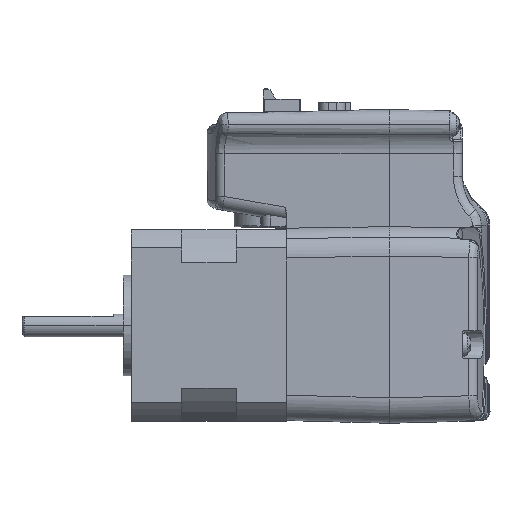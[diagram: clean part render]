
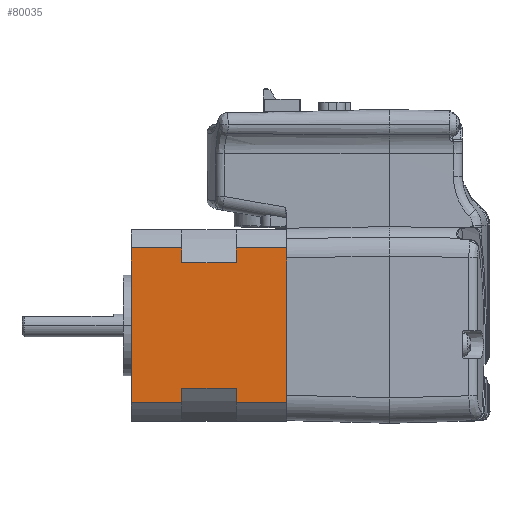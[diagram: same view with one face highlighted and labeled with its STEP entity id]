
A CAD part, top view. The second image highlights one B-rep face of the part: STEP entity #80035.
In plain terms, the highlighted face is planar.
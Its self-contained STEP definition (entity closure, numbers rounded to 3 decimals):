
#1267 = EDGE_CURVE ( 'NONE', #36875, #56619, #89037, .T. ) ;
#2600 = DIRECTION ( 'NONE',  ( 0., 0., -1. ) ) ;
#4493 = CARTESIAN_POINT ( 'NONE',  ( 42., 7.234, 11. ) ) ;
#5111 = DIRECTION ( 'NONE',  ( 0., 0., 1. ) ) ;
#6438 = EDGE_CURVE ( 'NONE', #92011, #88854, #81470, .T. ) ;
#7259 = VERTEX_POINT ( 'NONE', #80701 ) ;
#7796 = ORIENTED_EDGE ( 'NONE', *, *, #52339, .F. ) ;
#11008 = VECTOR ( 'NONE', #103612, 1000. ) ;
#11261 = ORIENTED_EDGE ( 'NONE', *, *, #83036, .F. ) ;
#11839 = VECTOR ( 'NONE', #2600, 1000. ) ;
#12402 = CARTESIAN_POINT ( 'NONE',  ( 42., 37.971, 34. ) ) ;
#12989 = EDGE_CURVE ( 'NONE', #31906, #102800, #69084, .T. ) ;
#13435 = VECTOR ( 'NONE', #51435, 1000. ) ;
#13635 = PLANE ( 'NONE',  #100469 ) ;
#15581 = CARTESIAN_POINT ( 'NONE',  ( 42., 4.029, 23. ) ) ;
#16469 = ORIENTED_EDGE ( 'NONE', *, *, #1267, .T. ) ;
#17762 = EDGE_CURVE ( 'NONE', #7259, #102247, #57325, .T. ) ;
#21373 = CARTESIAN_POINT ( 'NONE',  ( 42., 7.234, 11. ) ) ;
#24566 = LINE ( 'NONE', #59747, #45215 ) ;
#24589 = VECTOR ( 'NONE', #100775, 1000. ) ;
#25789 = ORIENTED_EDGE ( 'NONE', *, *, #98707, .T. ) ;
#27191 = CARTESIAN_POINT ( 'NONE',  ( 42., 4.029, 23. ) ) ;
#31906 = VERTEX_POINT ( 'NONE', #52063 ) ;
#33029 = CARTESIAN_POINT ( 'NONE',  ( 42., 7.234, 23. ) ) ;
#33619 = ORIENTED_EDGE ( 'NONE', *, *, #80741, .F. ) ;
#33965 = VECTOR ( 'NONE', #103117, 1000. ) ;
#35796 = LINE ( 'NONE', #69206, #77265 ) ;
#36875 = VERTEX_POINT ( 'NONE', #15581 ) ;
#41049 = CARTESIAN_POINT ( 'NONE',  ( 42., 4.029, 34. ) ) ;
#41054 = VERTEX_POINT ( 'NONE', #112419 ) ;
#43538 = ORIENTED_EDGE ( 'NONE', *, *, #17762, .F. ) ;
#45215 = VECTOR ( 'NONE', #77217, 1000. ) ;
#45513 = VECTOR ( 'NONE', #79400, 1000. ) ;
#45690 = EDGE_CURVE ( 'NONE', #58882, #94892, #85677, .T. ) ;
#47076 = FACE_OUTER_BOUND ( 'NONE', #55241, .T. ) ;
#49145 = CARTESIAN_POINT ( 'NONE',  ( 42., 37.971, 34. ) ) ;
#50261 = LINE ( 'NONE', #49145, #58571 ) ;
#51435 = DIRECTION ( 'NONE',  ( 0., 0., -1. ) ) ;
#51663 = DIRECTION ( 'NONE',  ( 0., 1., 0. ) ) ;
#52063 = CARTESIAN_POINT ( 'NONE',  ( 42., 34.766, 23. ) ) ;
#52339 = EDGE_CURVE ( 'NONE', #102800, #41054, #24566, .T. ) ;
#53543 = LINE ( 'NONE', #12402, #24589 ) ;
#53785 = VECTOR ( 'NONE', #51663, 1000. ) ;
#54747 = CARTESIAN_POINT ( 'NONE',  ( 42., 37.971, 0. ) ) ;
#55241 = EDGE_LOOP ( 'NONE', ( #43538, #25789, #94726, #61592, #7796, #93828, #104397, #11261, #81265, #62112, #16469, #33619 ) ) ;
#56203 = EDGE_CURVE ( 'NONE', #92011, #36875, #79571, .T. ) ;
#56619 = VERTEX_POINT ( 'NONE', #33029 ) ;
#57306 = DIRECTION ( 'NONE',  ( 0., 0., 1. ) ) ;
#57325 = LINE ( 'NONE', #67600, #33965 ) ;
#57923 = DIRECTION ( 'NONE',  ( -1., 0., 0. ) ) ;
#58571 = VECTOR ( 'NONE', #102123, 1000. ) ;
#58882 = VERTEX_POINT ( 'NONE', #80363 ) ;
#59747 = CARTESIAN_POINT ( 'NONE',  ( 42., 4.029, 11. ) ) ;
#60906 = LINE ( 'NONE', #4493, #105120 ) ;
#61592 = ORIENTED_EDGE ( 'NONE', *, *, #71448, .F. ) ;
#62112 = ORIENTED_EDGE ( 'NONE', *, *, #56203, .T. ) ;
#62877 = EDGE_CURVE ( 'NONE', #31906, #93215, #35796, .T. ) ;
#62902 = CARTESIAN_POINT ( 'NONE',  ( 42., 4.029, 34. ) ) ;
#67600 = CARTESIAN_POINT ( 'NONE',  ( 42., 4.029, 11. ) ) ;
#69084 = LINE ( 'NONE', #70501, #45513 ) ;
#69206 = CARTESIAN_POINT ( 'NONE',  ( 42., 4.029, 23. ) ) ;
#70501 = CARTESIAN_POINT ( 'NONE',  ( 42., 34.766, 11. ) ) ;
#71193 = CARTESIAN_POINT ( 'NONE',  ( 42., 37.971, 34. ) ) ;
#71280 = CARTESIAN_POINT ( 'NONE',  ( 42., 34.766, 11. ) ) ;
#71448 = EDGE_CURVE ( 'NONE', #41054, #94892, #53543, .T. ) ;
#71576 = DIRECTION ( 'NONE',  ( 0., 1., 0. ) ) ;
#75849 = CARTESIAN_POINT ( 'NONE',  ( 42., 4.029, 34. ) ) ;
#77217 = DIRECTION ( 'NONE',  ( 0., 1., 0. ) ) ;
#77265 = VECTOR ( 'NONE', #95493, 1000. ) ;
#79400 = DIRECTION ( 'NONE',  ( 0., 0., -1. ) ) ;
#79571 = LINE ( 'NONE', #98001, #11839 ) ;
#80035 = ADVANCED_FACE ( 'NONE', ( #47076 ), #13635, .F. ) ;
#80363 = CARTESIAN_POINT ( 'NONE',  ( 42., 4.029, 0. ) ) ;
#80701 = CARTESIAN_POINT ( 'NONE',  ( 42., 4.029, 11. ) ) ;
#80741 = EDGE_CURVE ( 'NONE', #102247, #56619, #60906, .T. ) ;
#81174 = LINE ( 'NONE', #75849, #13435 ) ;
#81265 = ORIENTED_EDGE ( 'NONE', *, *, #6438, .F. ) ;
#81470 = LINE ( 'NONE', #41049, #11008 ) ;
#83036 = EDGE_CURVE ( 'NONE', #88854, #93215, #50261, .T. ) ;
#84275 = CARTESIAN_POINT ( 'NONE',  ( 42., 4.029, 34. ) ) ;
#85677 = LINE ( 'NONE', #104621, #53785 ) ;
#88854 = VERTEX_POINT ( 'NONE', #71193 ) ;
#89037 = LINE ( 'NONE', #27191, #112394 ) ;
#89111 = CARTESIAN_POINT ( 'NONE',  ( 42., 37.971, 23. ) ) ;
#92011 = VERTEX_POINT ( 'NONE', #62902 ) ;
#93215 = VERTEX_POINT ( 'NONE', #89111 ) ;
#93828 = ORIENTED_EDGE ( 'NONE', *, *, #12989, .F. ) ;
#94726 = ORIENTED_EDGE ( 'NONE', *, *, #45690, .T. ) ;
#94892 = VERTEX_POINT ( 'NONE', #54747 ) ;
#95493 = DIRECTION ( 'NONE',  ( 0., 1., 0. ) ) ;
#98001 = CARTESIAN_POINT ( 'NONE',  ( 42., 4.029, 34. ) ) ;
#98707 = EDGE_CURVE ( 'NONE', #7259, #58882, #81174, .T. ) ;
#100469 = AXIS2_PLACEMENT_3D ( 'NONE', #84275, #57923, #5111 ) ;
#100775 = DIRECTION ( 'NONE',  ( 0., 0., -1. ) ) ;
#102123 = DIRECTION ( 'NONE',  ( 0., 0., -1. ) ) ;
#102247 = VERTEX_POINT ( 'NONE', #21373 ) ;
#102800 = VERTEX_POINT ( 'NONE', #71280 ) ;
#103117 = DIRECTION ( 'NONE',  ( 0., 1., 0. ) ) ;
#103612 = DIRECTION ( 'NONE',  ( 0., 1., 0. ) ) ;
#104397 = ORIENTED_EDGE ( 'NONE', *, *, #62877, .T. ) ;
#104621 = CARTESIAN_POINT ( 'NONE',  ( 42., 4.029, 0. ) ) ;
#105120 = VECTOR ( 'NONE', #57306, 1000. ) ;
#112394 = VECTOR ( 'NONE', #71576, 1000. ) ;
#112419 = CARTESIAN_POINT ( 'NONE',  ( 42., 37.971, 11. ) ) ;
